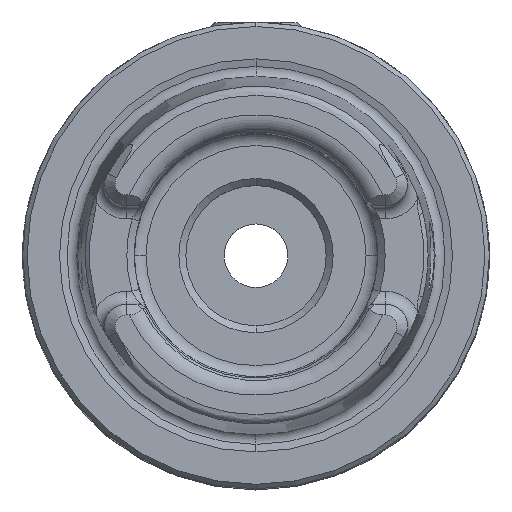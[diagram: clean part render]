
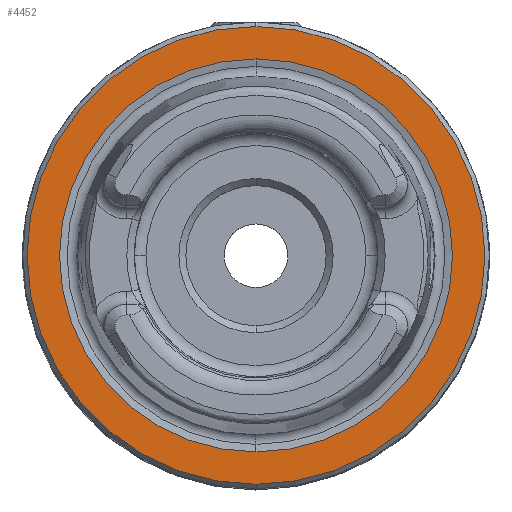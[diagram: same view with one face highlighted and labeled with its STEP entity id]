
A CAD part, top view. The second image highlights one B-rep face of the part: STEP entity #4452.
In plain terms, the highlighted planar face has unit normal (0, 0, 1).
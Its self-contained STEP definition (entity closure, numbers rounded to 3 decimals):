
#1952=VERTEX_POINT('NONE',#4967);
#2098=VERTEX_POINT('NONE',#5130);
#2758=EDGE_CURVE('NONE',#3898,#2098,#5845,.F.);
#3048=EDGE_CURVE('NONE',#4092,#1952,#6166,.T.);
#3852=EDGE_CURVE('NONE',#2098,#3898,#7065,.T.);
#3898=VERTEX_POINT('NONE',#7119);
#4030=EDGE_CURVE('NONE',#1952,#4092,#7262,.T.);
#4092=VERTEX_POINT('NONE',#7328);
#4452=ADVANCED_FACE('NONE',(#7723,#7724),#7725,.F.);
#4967=CARTESIAN_POINT('',(0.0,-24.495,0.));
#5130=CARTESIAN_POINT('',(0.,-21.026,0.));
#5845=CIRCLE('',#11215,21.026);
#6166=CIRCLE('',#12017,24.495);
#7065=CIRCLE('',#14805,21.026);
#7119=CARTESIAN_POINT('',(0.0,21.026,0.));
#7262=CIRCLE('',#15377,24.495);
#7328=CARTESIAN_POINT('',(0.,24.495,0.));
#7723=FACE_OUTER_BOUND('',#16925,.T.);
#7724=FACE_BOUND('',#16926,.T.);
#7725=PLANE('',#16927);
#11215=AXIS2_PLACEMENT_3D('',#18348,#18349,#18350);
#12017=AXIS2_PLACEMENT_3D('',#18713,#18714,#18715);
#14805=AXIS2_PLACEMENT_3D('',#19877,#19878,#19879);
#15377=AXIS2_PLACEMENT_3D('',#20104,#20105,#20106);
#16925=EDGE_LOOP('',(#20580,#20581));
#16926=EDGE_LOOP('',(#20582,#20583));
#16927=AXIS2_PLACEMENT_3D('',#20584,#20585,#20586);
#18348=CARTESIAN_POINT('',(0.0,0.,0.));
#18349=DIRECTION('',(0.0,0.0,-1.0));
#18350=DIRECTION('',(0.0,1.0,0.0));
#18713=CARTESIAN_POINT('',(0.0,0.,0.));
#18714=DIRECTION('',(0.0,0.0,1.0));
#18715=DIRECTION('',(0.0,-1.0,0.0));
#19877=CARTESIAN_POINT('',(0.0,0.,0.));
#19878=DIRECTION('',(0.0,0.0,1.0));
#19879=DIRECTION('',(0.0,1.0,-0.0));
#20104=CARTESIAN_POINT('',(0.0,0.,0.));
#20105=DIRECTION('',(0.0,0.0,1.0));
#20106=DIRECTION('',(0.0,-1.0,0.0));
#20580=ORIENTED_EDGE('',*,*,#4030,.T.);
#20581=ORIENTED_EDGE('',*,*,#3048,.T.);
#20582=ORIENTED_EDGE('',*,*,#2758,.F.);
#20583=ORIENTED_EDGE('',*,*,#3852,.F.);
#20584=CARTESIAN_POINT('',(0.0,-19.731,0.));
#20585=DIRECTION('',(0.0,0.0,-1.0));
#20586=DIRECTION('',(0.0,-1.0,0.0));
